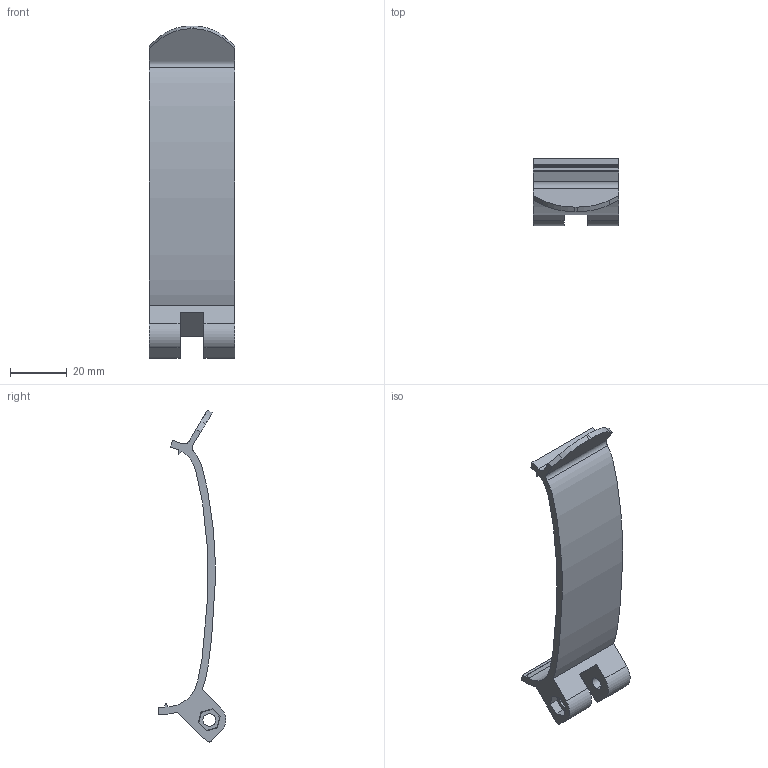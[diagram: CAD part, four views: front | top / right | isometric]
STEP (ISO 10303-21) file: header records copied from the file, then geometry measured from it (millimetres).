
FILE_DESCRIPTION (( 'STEP AP203' ), '1' );
FILE_NAME ('Quest2MountABS.STEP', '2025-05-17T21:16:25', ( '' ), ( '' ), 'SwSTEP 2.0', 'SolidWorks 2024', '' );
FILE_SCHEMA (( 'CONFIG_CONTROL_DESIGN' ));
Length unit declared in the file: millimetre
Products named in the file (1): Quest2MountABS
Bounding box: 30 x 23.69 x 116.55 mm (x, y, z)
Volume: 12129 mm3; surface area: 9579.5 mm2
Topology: 1 solids, 1 shells, 47 faces, 132 edges, 88 vertices
Faces by surface type: plane 29, cylinder 12, bspline 6
Entity records: 1891 total; most frequent: CARTESIAN_POINT 606, ORIENTED_EDGE 264, DIRECTION 228, EDGE_CURVE 132, VECTOR 96, LINE 96, VERTEX_POINT 88, AXIS2_PLACEMENT_3D 66
